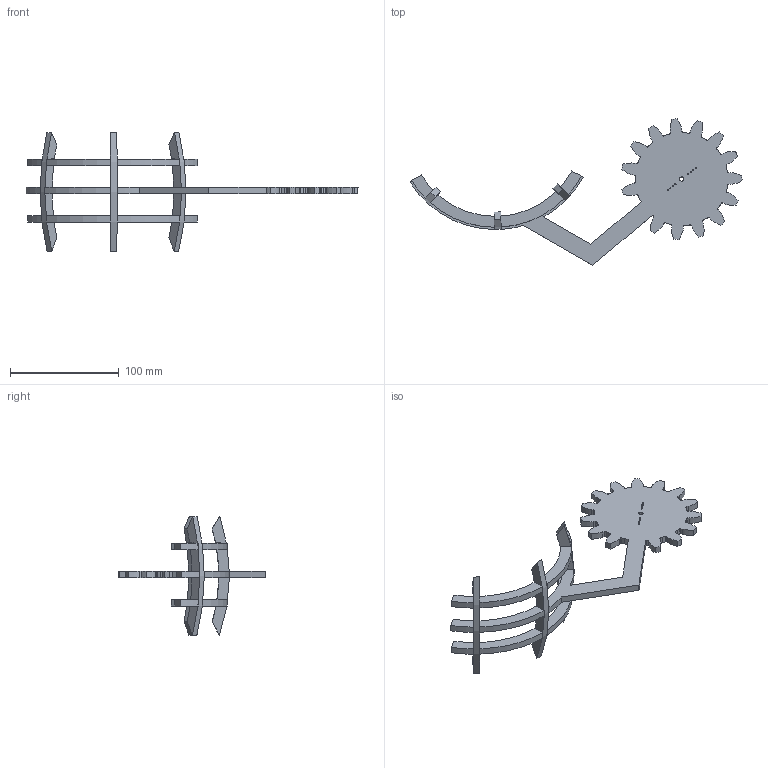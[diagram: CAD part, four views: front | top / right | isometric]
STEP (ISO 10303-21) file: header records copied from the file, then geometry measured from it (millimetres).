
FILE_DESCRIPTION (( 'STEP AP203' ), '1' );
FILE_NAME ('leftgrip.STEP', '2020-02-26T09:58:53', ( '' ), ( '' ), 'SwSTEP 2.0', 'SolidWorks 2019', '' );
FILE_SCHEMA (( 'CONFIG_CONTROL_DESIGN' ));
Length unit declared in the file: millimetre
Products named in the file (5): Claw Left; M PLate Left Side; Upper and Lower plate; Centre side plate; leftgrip
Assembly tree (7 placements, depth 3):
  leftgrip
    Claw Left
      M PLate Left Side
      Upper and Lower plate  x2
      Centre side plate  x3
Bounding box: 305.41 x 134.87 x 108.8 mm (x, y, z)
Volume: 103215.6 mm3; surface area: 51258 mm2
Topology: 6 solids, 6 shells, 269 faces, 771 edges, 514 vertices
Faces by surface type: cylinder 128, plane 113, bspline 28
Entity records: 7948 total; most frequent: CARTESIAN_POINT 1623, ORIENTED_EDGE 1242, DIRECTION 1183, EDGE_CURVE 621, AXIS2_PLACEMENT_3D 422, VERTEX_POINT 414, VECTOR 339, LINE 339
